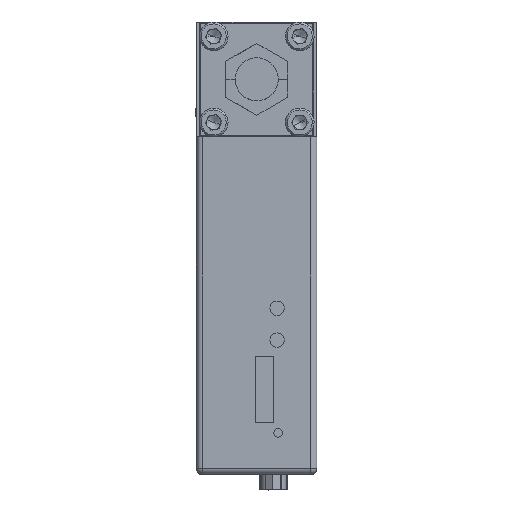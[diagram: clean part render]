
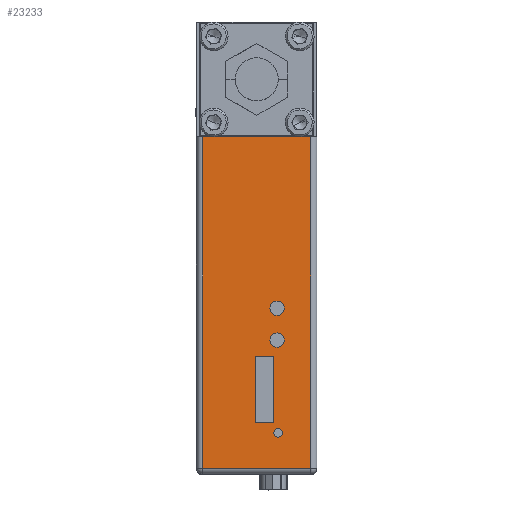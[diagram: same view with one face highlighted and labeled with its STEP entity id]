
A CAD part, top view. The second image highlights one B-rep face of the part: STEP entity #23233.
In plain terms, the highlighted planar face has unit normal (0, 0, 1).
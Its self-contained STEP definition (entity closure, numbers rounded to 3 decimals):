
#19938=DIRECTION('',(-1.,0.,0.));
#19939=VECTOR('',#19938,36.);
#19940=CARTESIAN_POINT('',(18.,-19.08,30.));
#19941=LINE('',#19940,#19939);
#19942=DIRECTION('',(0.,-1.,0.));
#19943=VECTOR('',#19942,110.);
#19944=CARTESIAN_POINT('',(-18.,-19.08,30.));
#19945=LINE('',#19944,#19943);
#19950=DIRECTION('',(-1.,0.,0.));
#19951=VECTOR('',#19950,6.);
#19952=CARTESIAN_POINT('',(5.5,-91.98,30.));
#19953=LINE('',#19952,#19951);
#19954=DIRECTION('',(0.,-1.,0.));
#19955=VECTOR('',#19954,22.1);
#19956=CARTESIAN_POINT('',(-0.5,-91.98,30.));
#19957=LINE('',#19956,#19955);
#19958=DIRECTION('',(1.,0.,0.));
#19959=VECTOR('',#19958,6.);
#19960=CARTESIAN_POINT('',(-0.5,-114.08,30.));
#19961=LINE('',#19960,#19959);
#19962=DIRECTION('',(0.,1.,0.));
#19963=VECTOR('',#19962,22.1);
#19964=CARTESIAN_POINT('',(5.5,-114.08,30.));
#19965=LINE('',#19964,#19963);
#19966=CARTESIAN_POINT('',(7.1,-117.38,30.));
#19967=DIRECTION('',(0.,0.,1.));
#19968=DIRECTION('',(-1.,0.,0.));
#19969=AXIS2_PLACEMENT_3D('',#19966,#19967,#19968);
#19971=CARTESIAN_POINT('',(7.1,-117.38,30.));
#19972=DIRECTION('',(0.,0.,1.));
#19973=DIRECTION('',(1.,0.,0.));
#19974=AXIS2_PLACEMENT_3D('',#19971,#19972,#19973);
#19976=CARTESIAN_POINT('',(6.8,-75.98,30.));
#19977=DIRECTION('',(0.,0.,1.));
#19978=DIRECTION('',(-1.,0.,0.));
#19979=AXIS2_PLACEMENT_3D('',#19976,#19977,#19978);
#19981=CARTESIAN_POINT('',(6.8,-75.98,30.));
#19982=DIRECTION('',(0.,0.,1.));
#19983=DIRECTION('',(1.,0.,0.));
#19984=AXIS2_PLACEMENT_3D('',#19981,#19982,#19983);
#19986=CARTESIAN_POINT('',(6.8,-86.58,30.));
#19987=DIRECTION('',(0.,0.,1.));
#19988=DIRECTION('',(-1.,0.,0.));
#19989=AXIS2_PLACEMENT_3D('',#19986,#19987,#19988);
#19991=CARTESIAN_POINT('',(6.8,-86.58,30.));
#19992=DIRECTION('',(0.,0.,1.));
#19993=DIRECTION('',(1.,0.,0.));
#19994=AXIS2_PLACEMENT_3D('',#19991,#19992,#19993);
#20000=DIRECTION('',(0.,1.,0.));
#20001=VECTOR('',#20000,110.);
#20002=CARTESIAN_POINT('',(18.,-129.08,30.));
#20003=LINE('',#20002,#20001);
#20593=DIRECTION('',(1.,0.,0.));
#20594=VECTOR('',#20593,36.);
#20595=CARTESIAN_POINT('',(-18.,-129.08,30.));
#20596=LINE('',#20595,#20594);
#22377=CARTESIAN_POINT('',(-18.,-19.08,30.));
#22379=VERTEX_POINT('',#22377);
#22393=CARTESIAN_POINT('',(18.,-19.08,30.));
#22394=VERTEX_POINT('',#22393);
#22395=CARTESIAN_POINT('',(-18.,-129.08,30.));
#22396=VERTEX_POINT('',#22395);
#22399=CARTESIAN_POINT('',(18.,-129.08,30.));
#22400=VERTEX_POINT('',#22399);
#22401=CARTESIAN_POINT('',(5.5,-91.98,30.));
#22402=CARTESIAN_POINT('',(-0.5,-91.98,30.));
#22403=VERTEX_POINT('',#22401);
#22404=VERTEX_POINT('',#22402);
#22405=CARTESIAN_POINT('',(-0.5,-114.08,30.));
#22406=VERTEX_POINT('',#22405);
#22407=CARTESIAN_POINT('',(5.5,-114.08,30.));
#22408=VERTEX_POINT('',#22407);
#22409=CARTESIAN_POINT('',(5.7,-117.38,30.));
#22410=CARTESIAN_POINT('',(8.5,-117.38,30.));
#22411=VERTEX_POINT('',#22409);
#22412=VERTEX_POINT('',#22410);
#22413=CARTESIAN_POINT('',(4.4,-75.98,30.));
#22414=CARTESIAN_POINT('',(9.2,-75.98,30.));
#22415=VERTEX_POINT('',#22413);
#22416=VERTEX_POINT('',#22414);
#22417=CARTESIAN_POINT('',(4.4,-86.58,30.));
#22418=CARTESIAN_POINT('',(9.2,-86.58,30.));
#22419=VERTEX_POINT('',#22417);
#22420=VERTEX_POINT('',#22418);
#23192=CARTESIAN_POINT('',(-20.,-131.08,30.));
#23193=DIRECTION('',(0.,0.,-1.));
#23194=DIRECTION('',(0.,-1.,0.));
#23195=AXIS2_PLACEMENT_3D('',#23192,#23193,#23194);
#23196=PLANE('',#23195);
#23198=ORIENTED_EDGE('',*,*,#23197,.F.);
#23200=ORIENTED_EDGE('',*,*,#23199,.F.);
#23201=ORIENTED_EDGE('',*,*,#23183,.F.);
#23202=ORIENTED_EDGE('',*,*,#23172,.F.);
#23203=EDGE_LOOP('',(#23198,#23200,#23201,#23202));
#23204=FACE_OUTER_BOUND('',#23203,.F.);
#23206=ORIENTED_EDGE('',*,*,#23205,.T.);
#23208=ORIENTED_EDGE('',*,*,#23207,.T.);
#23210=ORIENTED_EDGE('',*,*,#23209,.T.);
#23212=ORIENTED_EDGE('',*,*,#23211,.T.);
#23213=EDGE_LOOP('',(#23206,#23208,#23210,#23212));
#23214=FACE_BOUND('',#23213,.F.);
#23216=ORIENTED_EDGE('',*,*,#23215,.T.);
#23218=ORIENTED_EDGE('',*,*,#23217,.T.);
#23219=EDGE_LOOP('',(#23216,#23218));
#23220=FACE_BOUND('',#23219,.F.);
#23222=ORIENTED_EDGE('',*,*,#23221,.T.);
#23224=ORIENTED_EDGE('',*,*,#23223,.T.);
#23225=EDGE_LOOP('',(#23222,#23224));
#23226=FACE_BOUND('',#23225,.F.);
#23228=ORIENTED_EDGE('',*,*,#23227,.T.);
#23230=ORIENTED_EDGE('',*,*,#23229,.T.);
#23231=EDGE_LOOP('',(#23228,#23230));
#23232=FACE_BOUND('',#23231,.F.);
#23233=ADVANCED_FACE('',(#23204,#23214,#23220,#23226,#23232),#23196,.F.);
#19970=CIRCLE('',#19969,1.4);
#19975=CIRCLE('',#19974,1.4);
#19980=CIRCLE('',#19979,2.4);
#19985=CIRCLE('',#19984,2.4);
#19990=CIRCLE('',#19989,2.4);
#19995=CIRCLE('',#19994,2.4);
#23172=EDGE_CURVE('',#22394,#22379,#19941,.T.);
#23183=EDGE_CURVE('',#22379,#22396,#19945,.T.);
#23197=EDGE_CURVE('',#22400,#22394,#20003,.T.);
#23199=EDGE_CURVE('',#22396,#22400,#20596,.T.);
#23205=EDGE_CURVE('',#22403,#22404,#19953,.T.);
#23207=EDGE_CURVE('',#22404,#22406,#19957,.T.);
#23209=EDGE_CURVE('',#22406,#22408,#19961,.T.);
#23211=EDGE_CURVE('',#22408,#22403,#19965,.T.);
#23215=EDGE_CURVE('',#22411,#22412,#19970,.T.);
#23217=EDGE_CURVE('',#22412,#22411,#19975,.T.);
#23221=EDGE_CURVE('',#22415,#22416,#19980,.T.);
#23223=EDGE_CURVE('',#22416,#22415,#19985,.T.);
#23227=EDGE_CURVE('',#22419,#22420,#19990,.T.);
#23229=EDGE_CURVE('',#22420,#22419,#19995,.T.);
